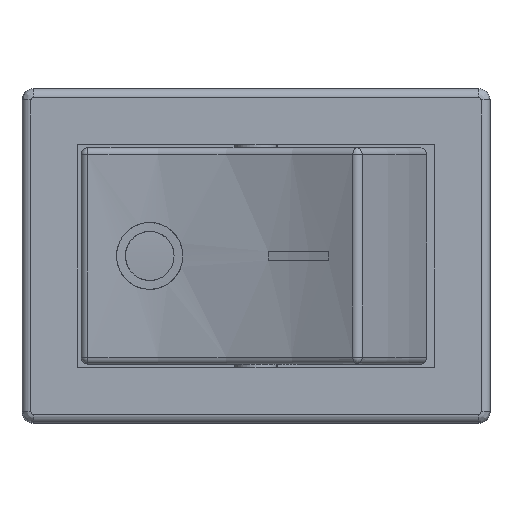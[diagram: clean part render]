
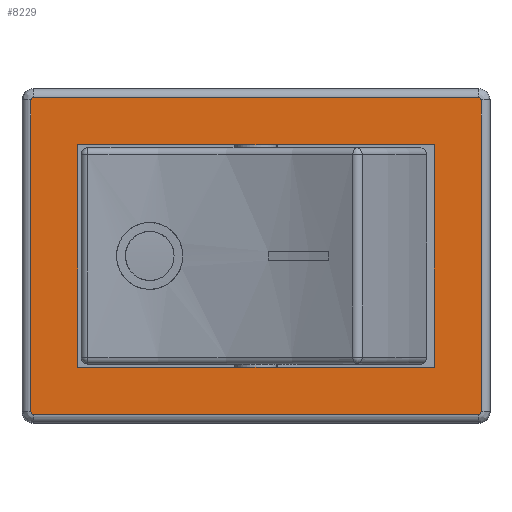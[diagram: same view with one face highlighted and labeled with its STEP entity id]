
A CAD part, top view. The second image highlights one B-rep face of the part: STEP entity #8229.
In plain terms, the highlighted planar face has unit normal (0, 0, 1).
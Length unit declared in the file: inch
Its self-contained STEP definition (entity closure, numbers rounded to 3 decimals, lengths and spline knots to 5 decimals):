
#229=FACE_BOUND('',#1443,.T.);
#527=PLANE('',#8717);
#967=FACE_OUTER_BOUND('',#1442,.T.);
#1442=EDGE_LOOP('',(#7655,#7656,#7657,#7658,#7659,#7660,#7661,#7662));
#1443=EDGE_LOOP('',(#7663,#7664,#7665,#7666));
#1556=CIRCLE('',#8697,0.00394);
#1560=CIRCLE('',#8701,0.00394);
#1564=CIRCLE('',#8707,0.00394);
#1568=CIRCLE('',#8711,0.00394);
#2475=LINE('',#15627,#3443);
#2479=LINE('',#15636,#3447);
#2482=LINE('',#15640,#3450);
#2484=LINE('',#15644,#3452);
#2485=LINE('',#15650,#3453);
#2487=LINE('',#15686,#3455);
#2490=LINE('',#15693,#3458);
#2492=LINE('',#15724,#3460);
#3443=VECTOR('',#10471,0.3937);
#3447=VECTOR('',#10477,0.3937);
#3450=VECTOR('',#10482,0.3937);
#3452=VECTOR('',#10488,0.3937);
#3453=VECTOR('',#10493,0.3937);
#3455=VECTOR('',#10513,0.3937);
#3458=VECTOR('',#10520,0.3937);
#3460=VECTOR('',#10536,0.3937);
#4239=VERTEX_POINT('',#15624);
#4240=VERTEX_POINT('',#15626);
#4243=VERTEX_POINT('',#15633);
#4244=VERTEX_POINT('',#15635);
#4246=VERTEX_POINT('',#15647);
#4247=VERTEX_POINT('',#15649);
#4250=VERTEX_POINT('',#15664);
#4251=VERTEX_POINT('',#15677);
#4254=VERTEX_POINT('',#15684);
#4255=VERTEX_POINT('',#15689);
#4258=VERTEX_POINT('',#15704);
#4259=VERTEX_POINT('',#15717);
#5371=EDGE_CURVE('',#4240,#4239,#2475,.T.);
#5375=EDGE_CURVE('',#4244,#4243,#2479,.T.);
#5378=EDGE_CURVE('',#4243,#4240,#2482,.T.);
#5380=EDGE_CURVE('',#4239,#4244,#2484,.T.);
#5382=EDGE_CURVE('',#4246,#4247,#2485,.T.);
#5386=EDGE_CURVE('',#4250,#4246,#1556,.T.);
#5390=EDGE_CURVE('',#4247,#4251,#1560,.T.);
#5392=EDGE_CURVE('',#4254,#4250,#2487,.T.);
#5396=EDGE_CURVE('',#4251,#4255,#2490,.T.);
#5398=EDGE_CURVE('',#4258,#4254,#1564,.T.);
#5402=EDGE_CURVE('',#4255,#4259,#1568,.T.);
#5404=EDGE_CURVE('',#4259,#4258,#2492,.T.);
#7655=ORIENTED_EDGE('',*,*,#5382,.F.);
#7656=ORIENTED_EDGE('',*,*,#5386,.F.);
#7657=ORIENTED_EDGE('',*,*,#5392,.F.);
#7658=ORIENTED_EDGE('',*,*,#5398,.F.);
#7659=ORIENTED_EDGE('',*,*,#5404,.F.);
#7660=ORIENTED_EDGE('',*,*,#5402,.F.);
#7661=ORIENTED_EDGE('',*,*,#5396,.F.);
#7662=ORIENTED_EDGE('',*,*,#5390,.F.);
#7663=ORIENTED_EDGE('',*,*,#5375,.T.);
#7664=ORIENTED_EDGE('',*,*,#5378,.T.);
#7665=ORIENTED_EDGE('',*,*,#5371,.T.);
#7666=ORIENTED_EDGE('',*,*,#5380,.T.);
#8229=ADVANCED_FACE('',(#967,#229),#527,.T.);
#8697=AXIS2_PLACEMENT_3D('',#15666,#10499,#10500);
#8701=AXIS2_PLACEMENT_3D('',#15681,#10507,#10508);
#8707=AXIS2_PLACEMENT_3D('',#15706,#10523,#10524);
#8711=AXIS2_PLACEMENT_3D('',#15721,#10531,#10532);
#8717=AXIS2_PLACEMENT_3D('',#15734,#10550,#10551);
#10471=DIRECTION('',(-1.,0.,0.));
#10477=DIRECTION('',(1.,0.,0.));
#10482=DIRECTION('',(0.,-1.,0.));
#10488=DIRECTION('',(0.,1.,0.));
#10493=DIRECTION('',(1.,0.,0.));
#10499=DIRECTION('center_axis',(0.,0.,
-1.));
#10500=DIRECTION('ref_axis',(-0.707,0.707,0.));
#10507=DIRECTION('center_axis',(0.,0.,
-1.));
#10508=DIRECTION('ref_axis',(0.707,0.707,0.));
#10513=DIRECTION('',(0.,1.,0.));
#10520=DIRECTION('',(0.,-1.,0.));
#10523=DIRECTION('center_axis',(0.,0.,
-1.));
#10524=DIRECTION('ref_axis',(-0.707,-0.707,0.));
#10531=DIRECTION('center_axis',(0.,0.,
-1.));
#10532=DIRECTION('ref_axis',(0.707,-0.707,0.));
#10536=DIRECTION('',(-1.,0.,0.));
#10550=DIRECTION('center_axis',(0.,0.,
1.));
#10551=DIRECTION('ref_axis',(1.,0.,0.));
#15624=CARTESIAN_POINT('',(-0.31496,-0.19685,0.49606));
#15626=CARTESIAN_POINT('',(0.31496,-0.19685,0.49606));
#15627=CARTESIAN_POINT('',(-0.15748,-0.19685,0.49606));
#15633=CARTESIAN_POINT('',(0.31496,0.19685,0.49606));
#15635=CARTESIAN_POINT('',(-0.31496,0.19685,0.49606));
#15636=CARTESIAN_POINT('',(0.,0.19685,0.49606));
#15640=CARTESIAN_POINT('',(0.31496,0.08858,0.49606));
#15644=CARTESIAN_POINT('',(-0.31496,0.08858,0.49606));
#15647=CARTESIAN_POINT('',(-0.3937,0.27953,0.49606));
#15649=CARTESIAN_POINT('',(0.3937,0.27953,0.49606));
#15650=CARTESIAN_POINT('',(-0.19685,0.27953,0.49606));
#15664=CARTESIAN_POINT('',(-0.39764,0.27559,0.49606));
#15666=CARTESIAN_POINT('Origin',(-0.3937,0.27559,0.49606));
#15677=CARTESIAN_POINT('',(0.39764,0.27559,0.49606));
#15681=CARTESIAN_POINT('Origin',(0.3937,0.27559,0.49606));
#15684=CARTESIAN_POINT('',(-0.39764,-0.27559,0.49606));
#15686=CARTESIAN_POINT('',(-0.39764,-0.1378,0.49606));
#15689=CARTESIAN_POINT('',(0.39764,-0.27559,0.49606));
#15693=CARTESIAN_POINT('',(0.39764,0.1378,0.49606));
#15704=CARTESIAN_POINT('',(-0.3937,-0.27953,0.49606));
#15706=CARTESIAN_POINT('Origin',(-0.3937,-0.27559,
0.49606));
#15717=CARTESIAN_POINT('',(0.3937,-0.27953,0.49606));
#15721=CARTESIAN_POINT('Origin',(0.3937,-0.27559,0.49606));
#15724=CARTESIAN_POINT('',(0.19685,-0.27953,0.49606));
#15734=CARTESIAN_POINT('Origin',(0.,0.,0.49606));
